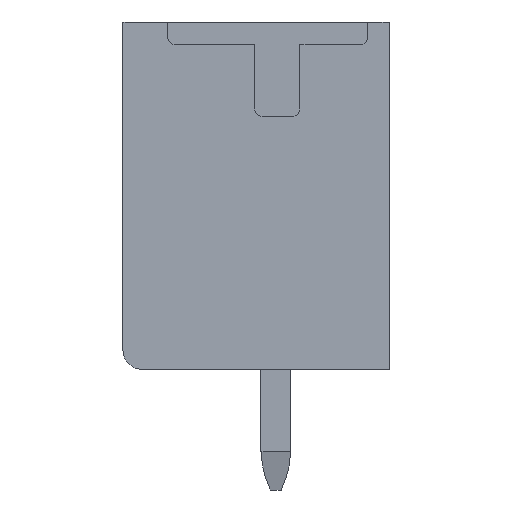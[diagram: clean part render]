
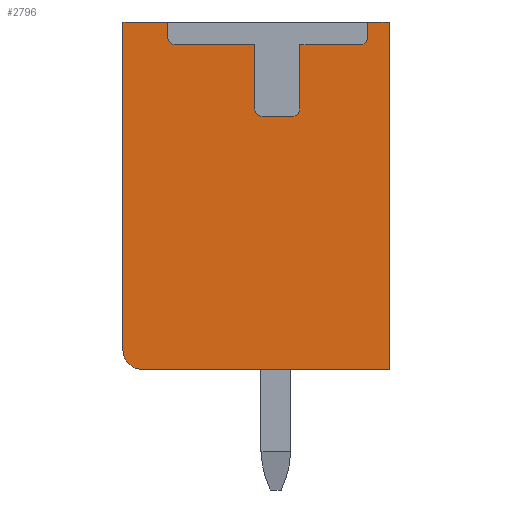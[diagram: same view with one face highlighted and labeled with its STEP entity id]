
A CAD part, left-side view. The second image highlights one B-rep face of the part: STEP entity #2796.
In plain terms, the highlighted planar face has unit normal (-1, 0, 0).
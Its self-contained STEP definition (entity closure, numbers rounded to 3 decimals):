
#2681=AXIS2_PLACEMENT_3D('Plane Axis2P3D',#2678,#2679,#2680) ;
#2692=AXIS2_PLACEMENT_3D('Circle Axis2P3D',#2690,#2691,$) ;
#2711=AXIS2_PLACEMENT_3D('Circle Axis2P3D',#2709,#2710,$) ;
#2732=AXIS2_PLACEMENT_3D('Circle Axis2P3D',#2730,#2731,$) ;
#2746=AXIS2_PLACEMENT_3D('Circle Axis2P3D',#2744,#2745,$) ;
#2767=AXIS2_PLACEMENT_3D('Circle Axis2P3D',#2765,#2766,$) ;
#824=CARTESIAN_POINT('Vertex',(0.3,0.56,12.4)) ;
#829=CARTESIAN_POINT('Line Origine',(0.3,0.28,12.4)) ;
#833=CARTESIAN_POINT('Vertex',(0.3,0.,12.4)) ;
#882=CARTESIAN_POINT('Vertex',(0.3,7.05,12.4)) ;
#885=CARTESIAN_POINT('Line Origine',(0.3,6.455,12.4)) ;
#889=CARTESIAN_POINT('Vertex',(0.3,5.86,12.4)) ;
#2655=CARTESIAN_POINT('Vertex',(0.3,0.56,12.)) ;
#2660=CARTESIAN_POINT('Line Origine',(0.3,0.56,12.2)) ;
#2678=CARTESIAN_POINT('Axis2P3D Location',(0.3,0.,0.)) ;
#2683=CARTESIAN_POINT('Line Origine',(0.3,7.05,8.05)) ;
#2687=CARTESIAN_POINT('Vertex',(0.3,7.05,3.7)) ;
#2690=CARTESIAN_POINT('Axis2P3D Location',(0.3,6.55,3.7)) ;
#2694=CARTESIAN_POINT('Vertex',(0.3,6.55,3.2)) ;
#2697=CARTESIAN_POINT('Line Origine',(0.3,3.275,3.2)) ;
#2701=CARTESIAN_POINT('Vertex',(0.3,0.,3.2)) ;
#2704=CARTESIAN_POINT('Line Origine',(0.3,0.,7.8)) ;
#2709=CARTESIAN_POINT('Axis2P3D Location',(0.3,0.76,12.)) ;
#2713=CARTESIAN_POINT('Vertex',(0.3,0.76,11.8)) ;
#2716=CARTESIAN_POINT('Line Origine',(0.3,1.56,11.8)) ;
#2720=CARTESIAN_POINT('Vertex',(0.3,2.36,11.8)) ;
#2723=CARTESIAN_POINT('Line Origine',(0.3,2.36,10.95)) ;
#2727=CARTESIAN_POINT('Vertex',(0.3,2.36,10.1)) ;
#2730=CARTESIAN_POINT('Axis2P3D Location',(0.3,2.56,10.1)) ;
#2734=CARTESIAN_POINT('Vertex',(0.3,2.56,9.9)) ;
#2737=CARTESIAN_POINT('Line Origine',(0.3,2.96,9.9)) ;
#2741=CARTESIAN_POINT('Vertex',(0.3,3.36,9.9)) ;
#2744=CARTESIAN_POINT('Axis2P3D Location',(0.3,3.36,10.1)) ;
#2748=CARTESIAN_POINT('Vertex',(0.3,3.56,10.1)) ;
#2751=CARTESIAN_POINT('Line Origine',(0.3,3.56,10.95)) ;
#2755=CARTESIAN_POINT('Vertex',(0.3,3.56,11.8)) ;
#2758=CARTESIAN_POINT('Line Origine',(0.3,4.61,11.8)) ;
#2762=CARTESIAN_POINT('Vertex',(0.3,5.66,11.8)) ;
#2765=CARTESIAN_POINT('Axis2P3D Location',(0.3,5.66,12.)) ;
#2769=CARTESIAN_POINT('Vertex',(0.3,5.86,12.)) ;
#2772=CARTESIAN_POINT('Line Origine',(0.3,5.86,12.2)) ;
#830=DIRECTION('Vector Direction',(0.,-1.,0.)) ;
#886=DIRECTION('Vector Direction',(0.,-1.,0.)) ;
#2661=DIRECTION('Vector Direction',(0.,0.,-1.)) ;
#2679=DIRECTION('Axis2P3D Direction',(-1.,0.,0.)) ;
#2680=DIRECTION('Axis2P3D XDirection',(0.,-1.,0.)) ;
#2684=DIRECTION('Vector Direction',(0.,0.,1.)) ;
#2691=DIRECTION('Axis2P3D Direction',(-1.,0.,0.)) ;
#2698=DIRECTION('Vector Direction',(0.,1.,0.)) ;
#2705=DIRECTION('Vector Direction',(0.,0.,-1.)) ;
#2710=DIRECTION('Axis2P3D Direction',(-1.,0.,0.)) ;
#2717=DIRECTION('Vector Direction',(0.,1.,0.)) ;
#2724=DIRECTION('Vector Direction',(0.,0.,-1.)) ;
#2731=DIRECTION('Axis2P3D Direction',(-1.,0.,0.)) ;
#2738=DIRECTION('Vector Direction',(0.,1.,0.)) ;
#2745=DIRECTION('Axis2P3D Direction',(-1.,0.,0.)) ;
#2752=DIRECTION('Vector Direction',(0.,0.,1.)) ;
#2759=DIRECTION('Vector Direction',(0.,1.,0.)) ;
#2766=DIRECTION('Axis2P3D Direction',(-1.,0.,0.)) ;
#2773=DIRECTION('Vector Direction',(0.,0.,1.)) ;
#831=VECTOR('Line Direction',#830,1.) ;
#887=VECTOR('Line Direction',#886,1.) ;
#2662=VECTOR('Line Direction',#2661,1.) ;
#2685=VECTOR('Line Direction',#2684,1.) ;
#2699=VECTOR('Line Direction',#2698,1.) ;
#2706=VECTOR('Line Direction',#2705,1.) ;
#2718=VECTOR('Line Direction',#2717,1.) ;
#2725=VECTOR('Line Direction',#2724,1.) ;
#2739=VECTOR('Line Direction',#2738,1.) ;
#2753=VECTOR('Line Direction',#2752,1.) ;
#2760=VECTOR('Line Direction',#2759,1.) ;
#2774=VECTOR('Line Direction',#2773,1.) ;
#2778=ORIENTED_EDGE('',*,*,#891,.T.) ;
#2779=ORIENTED_EDGE('',*,*,#2689,.T.) ;
#2780=ORIENTED_EDGE('',*,*,#2696,.T.) ;
#2781=ORIENTED_EDGE('',*,*,#2703,.T.) ;
#2782=ORIENTED_EDGE('',*,*,#2708,.T.) ;
#2783=ORIENTED_EDGE('',*,*,#835,.T.) ;
#2784=ORIENTED_EDGE('',*,*,#2664,.F.) ;
#2785=ORIENTED_EDGE('',*,*,#2715,.F.) ;
#2786=ORIENTED_EDGE('',*,*,#2722,.F.) ;
#2787=ORIENTED_EDGE('',*,*,#2729,.F.) ;
#2788=ORIENTED_EDGE('',*,*,#2736,.F.) ;
#2789=ORIENTED_EDGE('',*,*,#2743,.F.) ;
#2790=ORIENTED_EDGE('',*,*,#2750,.F.) ;
#2791=ORIENTED_EDGE('',*,*,#2757,.F.) ;
#2792=ORIENTED_EDGE('',*,*,#2764,.F.) ;
#2793=ORIENTED_EDGE('',*,*,#2771,.F.) ;
#2794=ORIENTED_EDGE('',*,*,#2776,.F.) ;
#2796=ADVANCED_FACE('HOUSING',(#2795),#2682,.T.) ;
#2693=CIRCLE('generated circle',#2692,0.5) ;
#2712=CIRCLE('generated circle',#2711,0.2) ;
#2733=CIRCLE('generated circle',#2732,0.2) ;
#2747=CIRCLE('generated circle',#2746,0.2) ;
#2768=CIRCLE('generated circle',#2767,0.2) ;
#835=EDGE_CURVE('',#834,#825,#832,.F.) ;
#891=EDGE_CURVE('',#890,#883,#888,.F.) ;
#2664=EDGE_CURVE('',#2656,#825,#2663,.F.) ;
#2689=EDGE_CURVE('',#883,#2688,#2686,.F.) ;
#2696=EDGE_CURVE('',#2688,#2695,#2693,.T.) ;
#2703=EDGE_CURVE('',#2695,#2702,#2700,.F.) ;
#2708=EDGE_CURVE('',#2702,#834,#2707,.F.) ;
#2715=EDGE_CURVE('',#2714,#2656,#2712,.T.) ;
#2722=EDGE_CURVE('',#2721,#2714,#2719,.F.) ;
#2729=EDGE_CURVE('',#2728,#2721,#2726,.F.) ;
#2736=EDGE_CURVE('',#2735,#2728,#2733,.T.) ;
#2743=EDGE_CURVE('',#2742,#2735,#2740,.F.) ;
#2750=EDGE_CURVE('',#2749,#2742,#2747,.T.) ;
#2757=EDGE_CURVE('',#2756,#2749,#2754,.F.) ;
#2764=EDGE_CURVE('',#2763,#2756,#2761,.F.) ;
#2771=EDGE_CURVE('',#2770,#2763,#2768,.T.) ;
#2776=EDGE_CURVE('',#890,#2770,#2775,.F.) ;
#2777=EDGE_LOOP('',(#2778,#2779,#2780,#2781,#2782,#2783,#2784,#2785,#2786,#2787,#2788,#2789,#2790,#2791,#2792,#2793,#2794)) ;
#2795=FACE_OUTER_BOUND('',#2777,.T.) ;
#832=LINE('Line',#829,#831) ;
#888=LINE('Line',#885,#887) ;
#2663=LINE('Line',#2660,#2662) ;
#2686=LINE('Line',#2683,#2685) ;
#2700=LINE('Line',#2697,#2699) ;
#2707=LINE('Line',#2704,#2706) ;
#2719=LINE('Line',#2716,#2718) ;
#2726=LINE('Line',#2723,#2725) ;
#2740=LINE('Line',#2737,#2739) ;
#2754=LINE('Line',#2751,#2753) ;
#2761=LINE('Line',#2758,#2760) ;
#2775=LINE('Line',#2772,#2774) ;
#2682=PLANE('',#2681) ;
#825=VERTEX_POINT('',#824) ;
#834=VERTEX_POINT('',#833) ;
#883=VERTEX_POINT('',#882) ;
#890=VERTEX_POINT('',#889) ;
#2656=VERTEX_POINT('',#2655) ;
#2688=VERTEX_POINT('',#2687) ;
#2695=VERTEX_POINT('',#2694) ;
#2702=VERTEX_POINT('',#2701) ;
#2714=VERTEX_POINT('',#2713) ;
#2721=VERTEX_POINT('',#2720) ;
#2728=VERTEX_POINT('',#2727) ;
#2735=VERTEX_POINT('',#2734) ;
#2742=VERTEX_POINT('',#2741) ;
#2749=VERTEX_POINT('',#2748) ;
#2756=VERTEX_POINT('',#2755) ;
#2763=VERTEX_POINT('',#2762) ;
#2770=VERTEX_POINT('',#2769) ;
